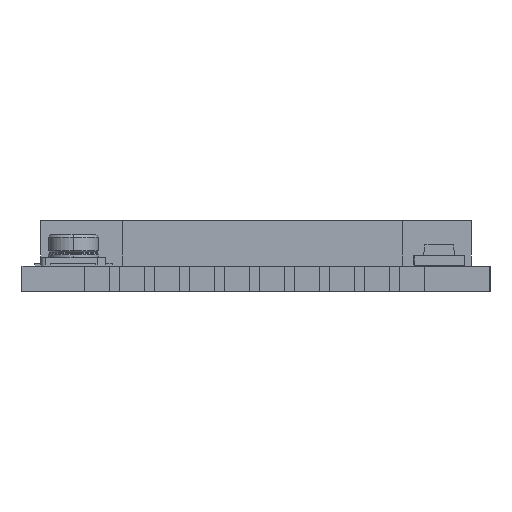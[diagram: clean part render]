
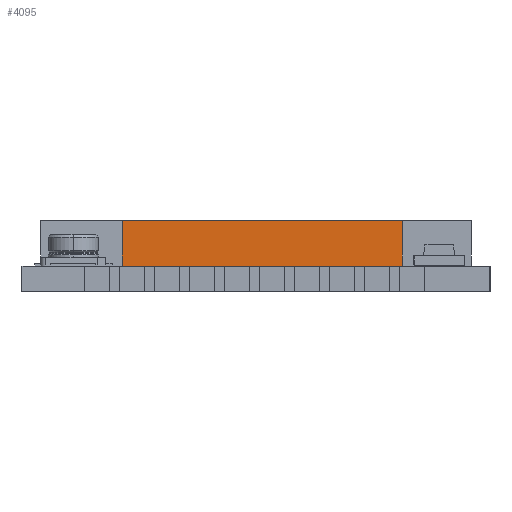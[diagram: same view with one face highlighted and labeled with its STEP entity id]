
A CAD part, left-side view. The second image highlights one B-rep face of the part: STEP entity #4095.
In plain terms, the highlighted planar face has unit normal (-1, 0, 0).
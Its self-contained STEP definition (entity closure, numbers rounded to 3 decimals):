
#899 = ORIENTED_EDGE ( 'NONE', *, *, #1394, .T. ) ;
#989 = EDGE_CURVE ( 'NONE', #5504, #16703, #8715, .T. ) ;
#1157 = DIRECTION ( 'NONE',  ( 0., 0., -1. ) ) ;
#1394 = EDGE_CURVE ( 'NONE', #17503, #11493, #9313, .T. ) ;
#2800 = CARTESIAN_POINT ( 'NONE',  ( -15.85, 0., 2.8 ) ) ;
#2854 = VECTOR ( 'NONE', #1157, 1000. ) ;
#3660 = LINE ( 'NONE', #5270, #3666 ) ;
#3666 = VECTOR ( 'NONE', #11799, 1000. ) ;
#4095 = ADVANCED_FACE ( 'NONE', ( #12892 ), #11282, .F. ) ;
#4871 = CARTESIAN_POINT ( 'NONE',  ( -15.85, -5.85, 1. ) ) ;
#5270 = CARTESIAN_POINT ( 'NONE',  ( -15.85, 0., 1. ) ) ;
#5504 = VERTEX_POINT ( 'NONE', #14664 ) ;
#6898 = EDGE_CURVE ( 'NONE', #16703, #11493, #3660, .T. ) ;
#7095 = DIRECTION ( 'NONE',  ( 0., 0., -1. ) ) ;
#7756 = LINE ( 'NONE', #2800, #14797 ) ;
#8715 = LINE ( 'NONE', #9023, #16543 ) ;
#9023 = CARTESIAN_POINT ( 'NONE',  ( -15.85, -5.85, 42.106 ) ) ;
#9313 = LINE ( 'NONE', #15853, #2854 ) ;
#9686 = CARTESIAN_POINT ( 'NONE',  ( -15.85, -5.85, 42.106 ) ) ;
#11282 = PLANE ( 'NONE',  #11473 ) ;
#11473 = AXIS2_PLACEMENT_3D ( 'NONE', #9686, #11599, #15537 ) ;
#11493 = VERTEX_POINT ( 'NONE', #17509 ) ;
#11599 = DIRECTION ( 'NONE',  ( 1., 0., 0. ) ) ;
#11799 = DIRECTION ( 'NONE',  ( 0., 1., 0. ) ) ;
#12022 = ORIENTED_EDGE ( 'NONE', *, *, #6898, .F. ) ;
#12771 = DIRECTION ( 'NONE',  ( 0., -1., 0. ) ) ;
#12892 = FACE_OUTER_BOUND ( 'NONE', #13955, .T. ) ;
#13955 = EDGE_LOOP ( 'NONE', ( #12022, #14061, #18693, #899 ) ) ;
#14061 = ORIENTED_EDGE ( 'NONE', *, *, #989, .F. ) ;
#14664 = CARTESIAN_POINT ( 'NONE',  ( -15.85, -5.85, 2.8 ) ) ;
#14797 = VECTOR ( 'NONE', #12771, 1000. ) ;
#14973 = CARTESIAN_POINT ( 'NONE',  ( -15.85, 5.35, 2.8 ) ) ;
#15537 = DIRECTION ( 'NONE',  ( 0., 0., -1. ) ) ;
#15853 = CARTESIAN_POINT ( 'NONE',  ( -15.85, 5.35, 42.106 ) ) ;
#16543 = VECTOR ( 'NONE', #7095, 1000. ) ;
#16703 = VERTEX_POINT ( 'NONE', #4871 ) ;
#16832 = EDGE_CURVE ( 'NONE', #17503, #5504, #7756, .T. ) ;
#17503 = VERTEX_POINT ( 'NONE', #14973 ) ;
#17509 = CARTESIAN_POINT ( 'NONE',  ( -15.85, 5.35, 1. ) ) ;
#18693 = ORIENTED_EDGE ( 'NONE', *, *, #16832, .F. ) ;
